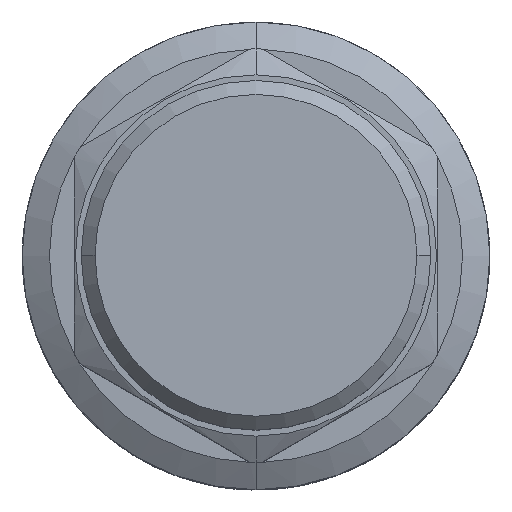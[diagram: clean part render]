
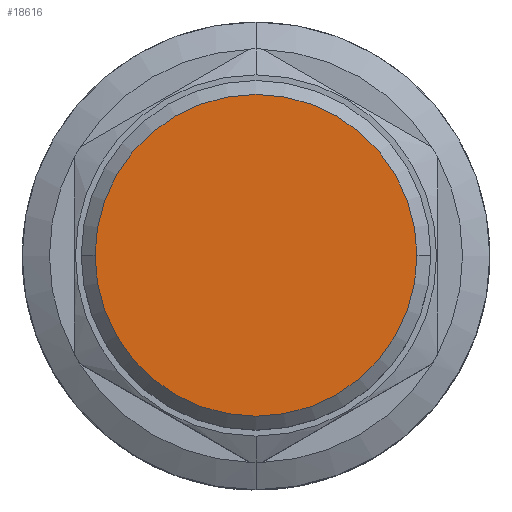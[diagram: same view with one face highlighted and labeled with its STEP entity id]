
A CAD part, top view. The second image highlights one B-rep face of the part: STEP entity #18616.
In plain terms, the highlighted planar face has unit normal (0, 0, 1).
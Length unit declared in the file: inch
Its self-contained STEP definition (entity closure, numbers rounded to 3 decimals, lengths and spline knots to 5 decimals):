
#8634=CARTESIAN_POINT('',(0.,0.,9.095));
#8635=DIRECTION('',(0.,0.,1.));
#8636=DIRECTION('',(-1.,0.,0.));
#8637=AXIS2_PLACEMENT_3D('',#8634,#8635,#8636);
#8652=CARTESIAN_POINT('',(0.,0.,9.095));
#8653=DIRECTION('',(0.,0.,-1.));
#8654=DIRECTION('',(-1.,0.,0.));
#8655=AXIS2_PLACEMENT_3D('',#8652,#8653,#8654);
#10077=CARTESIAN_POINT('',(-0.719,0.,9.095));
#10078=CARTESIAN_POINT('',(0.719,0.,9.095));
#10079=VERTEX_POINT('',#10077);
#10080=VERTEX_POINT('',#10078);
#18606=CARTESIAN_POINT('',(0.,0.,9.095));
#18607=DIRECTION('',(0.,0.,-1.));
#18608=DIRECTION('',(1.,0.,0.));
#18609=AXIS2_PLACEMENT_3D('',#18606,#18607,#18608);
#18610=PLANE('',#18609);
#18611=ORIENTED_EDGE('',*,*,#18596,.F.);
#18613=ORIENTED_EDGE('',*,*,#18612,.T.);
#18614=EDGE_LOOP('',(#18611,#18613));
#18615=FACE_OUTER_BOUND('',#18614,.F.);
#18616=ADVANCED_FACE('',(#18615),#18610,.F.);
#8638=CIRCLE('',#8637,0.719);
#8656=CIRCLE('',#8655,0.719);
#18596=EDGE_CURVE('',#10079,#10080,#8638,.T.);
#18612=EDGE_CURVE('',#10079,#10080,#8656,.T.);
